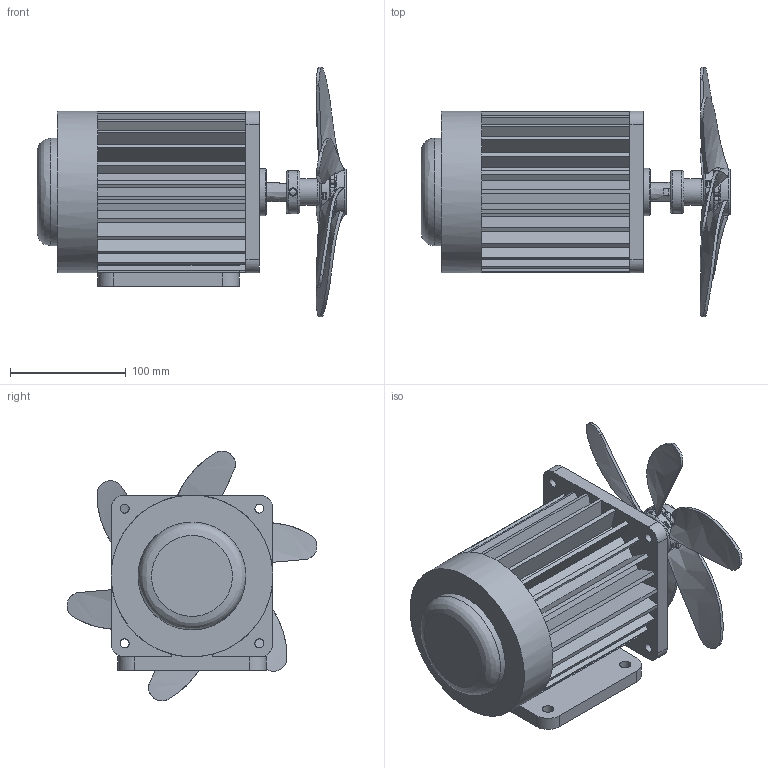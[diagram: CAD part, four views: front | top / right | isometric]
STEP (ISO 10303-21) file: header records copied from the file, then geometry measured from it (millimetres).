
FILE_DESCRIPTION(('FreeCAD Model'),'2;1');
FILE_NAME('Open CASCADE Shape Model','2025-05-03T21:09:40',('FreeCAD'),( 'FreeCAD'),'Open CASCADE STEP processor 7.6','FreeCAD','Unknown');
FILE_SCHEMA(('AUTOMOTIVE_DESIGN { 1 0 10303 214 1 1 1 1 }'));
Length unit declared in the file: millimetre
Products named in the file (1): Open CASCADE STEP translator 7.6 1
Bounding box: 267.55 x 215.84 x 215.57 mm (x, y, z)
Volume: 2427924.1 mm3; surface area: 342607.8 mm2
Topology: 21 solids, 21 shells, 774 faces, 1945 edges, 1237 vertices
Faces by surface type: bspline 774
Entity records: 33029 total; most frequent: CARTESIAN_POINT 21621, ORIENTED_EDGE 3866, EDGE_CURVE 1933, B_SPLINE_CURVE_WITH_KNOTS 1263, VERTEX_POINT 1237, FACE_BOUND 894, EDGE_LOOP 894, ADVANCED_FACE 774
